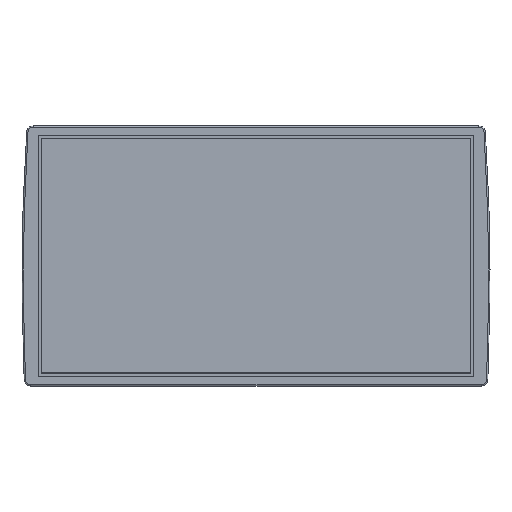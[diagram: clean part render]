
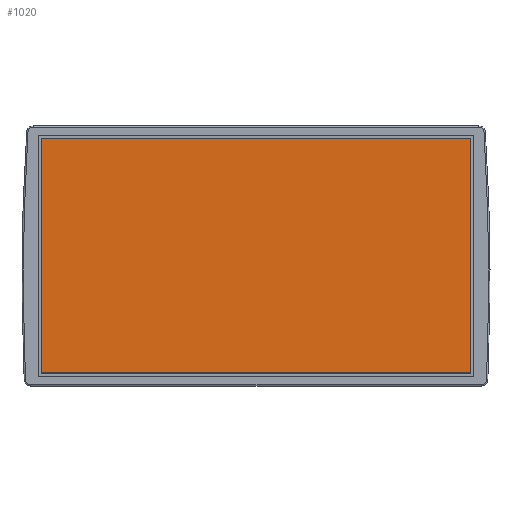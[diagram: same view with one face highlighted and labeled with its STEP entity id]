
A CAD part, top view. The second image highlights one B-rep face of the part: STEP entity #1020.
In plain terms, the highlighted planar face has unit normal (0, 0, 1).
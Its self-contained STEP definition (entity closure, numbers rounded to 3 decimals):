
#510=CARTESIAN_POINT('',(88.997,146.534,
-52.668));
#520=VERTEX_POINT('',#510);
#550=CARTESIAN_POINT('',(88.997,128.534,
-52.668));
#560=DIRECTION('',(0.,1.,0.));
#570=VECTOR('',#560,1.);
#580=LINE('',#550,#570);
#590=CARTESIAN_POINT('',(88.997,110.534,
-52.668));
#600=VERTEX_POINT('',#590);
#610=EDGE_CURVE('',#600,#520,#580,.T.);
#720=CARTESIAN_POINT('',(121.997,128.534,
-52.668));
#730=DIRECTION('',(0.,0.,1.));
#740=DIRECTION('',(1.,0.,0.));
#750=AXIS2_PLACEMENT_3D('',#720,#730,#740);
#760=PLANE('',#750);
#770=CARTESIAN_POINT('',(114.497,110.534,
-52.668));
#780=DIRECTION('',(1.,0.,0.));
#790=VECTOR('',#780,1.);
#800=LINE('',#770,#790);
#810=CARTESIAN_POINT('',(154.997,110.534,
-52.668));
#820=VERTEX_POINT('',#810);
#830=EDGE_CURVE('',#600,#820,#800,.T.);
#840=ORIENTED_EDGE('',*,*,#830,.T.);
#850=ORIENTED_EDGE('',*,*,#610,.F.);
#860=CARTESIAN_POINT('',(114.497,146.534,
-52.668));
#870=DIRECTION('',(-1.,0.,0.));
#880=VECTOR('',#870,1.);
#890=LINE('',#860,#880);
#900=CARTESIAN_POINT('',(154.997,146.534,
-52.668));
#910=VERTEX_POINT('',#900);
#920=EDGE_CURVE('',#910,#520,#890,.T.);
#930=ORIENTED_EDGE('',*,*,#920,.T.);
#940=CARTESIAN_POINT('',(154.997,128.534,
-52.668));
#950=DIRECTION('',(0.,-1.,0.));
#960=VECTOR('',#950,1.);
#970=LINE('',#940,#960);
#980=EDGE_CURVE('',#910,#820,#970,.T.);
#990=ORIENTED_EDGE('',*,*,#980,.F.);
#1000=EDGE_LOOP('',(#990,#930,#850,#840));
#1010=FACE_OUTER_BOUND('',#1000,.T.);
#1020=ADVANCED_FACE('',(#1010),#760,.T.);
